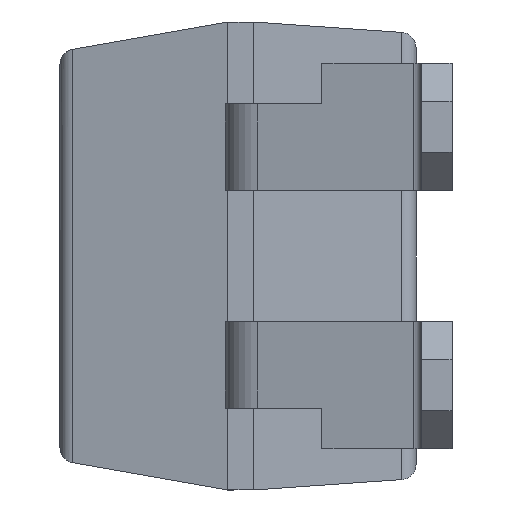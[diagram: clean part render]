
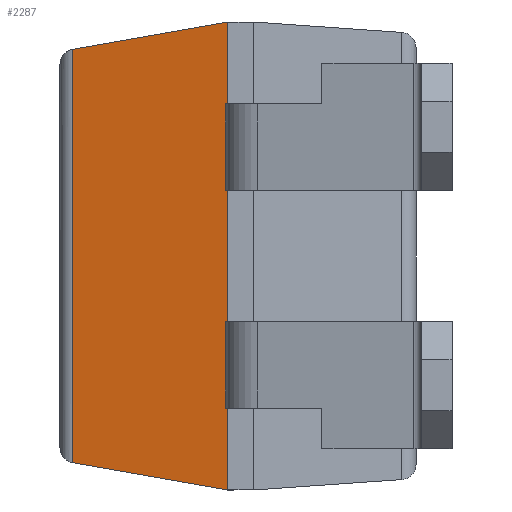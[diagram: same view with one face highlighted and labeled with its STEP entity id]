
A CAD part, left-side view. The second image highlights one B-rep face of the part: STEP entity #2287.
In plain terms, the highlighted planar face has unit normal (-0.985, 0.174, 0).
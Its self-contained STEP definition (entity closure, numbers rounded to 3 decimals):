
#65 = CARTESIAN_POINT ( 'NONE',  ( -3.246, 0.15, -2.3 ) ) ;
#139 = LINE ( 'NONE', #1978, #1988 ) ;
#167 = AXIS2_PLACEMENT_3D ( 'NONE', #1578, #1276, #3014 ) ;
#274 = VECTOR ( 'NONE', #1111, 1000. ) ;
#290 = CARTESIAN_POINT ( 'NONE',  ( -3.246, 0.15, -1.495 ) ) ;
#299 = CARTESIAN_POINT ( 'NONE',  ( -3.25, 0.125, 0.645 ) ) ;
#317 = EDGE_CURVE ( 'NONE', #2993, #3335, #3360, .T. ) ;
#342 = ORIENTED_EDGE ( 'NONE', *, *, #408, .T. ) ;
#408 = EDGE_CURVE ( 'NONE', #2795, #1222, #2873, .T. ) ;
#430 = EDGE_CURVE ( 'NONE', #2105, #2993, #1664, .T. ) ;
#448 = LINE ( 'NONE', #2811, #976 ) ;
#485 = CARTESIAN_POINT ( 'NONE',  ( -3.246, 0.15, 1.495 ) ) ;
#497 = CARTESIAN_POINT ( 'NONE',  ( -2.981, 1.651, -2.031 ) ) ;
#501 = VERTEX_POINT ( 'NONE', #290 ) ;
#670 = ORIENTED_EDGE ( 'NONE', *, *, #1133, .T. ) ;
#743 = CARTESIAN_POINT ( 'NONE',  ( -2.981, 1.651, -2.031 ) ) ;
#800 = DIRECTION ( 'NONE',  ( 0.174, 0.985, 0. ) ) ;
#898 = VECTOR ( 'NONE', #1720, 1000. ) ;
#931 = EDGE_CURVE ( 'NONE', #1222, #2787, #2569, .T. ) ;
#947 = ORIENTED_EDGE ( 'NONE', *, *, #2447, .T. ) ;
#959 = CARTESIAN_POINT ( 'NONE',  ( -3.25, 0.125, 2.3 ) ) ;
#976 = VECTOR ( 'NONE', #800, 1000. ) ;
#983 = VERTEX_POINT ( 'NONE', #1724 ) ;
#1046 = ORIENTED_EDGE ( 'NONE', *, *, #931, .T. ) ;
#1068 = VECTOR ( 'NONE', #1189, 1000. ) ;
#1069 = CARTESIAN_POINT ( 'NONE',  ( -3.25, 0.125, -2.3 ) ) ;
#1111 = DIRECTION ( 'NONE',  ( -0.171, -0.97, -0.171 ) ) ;
#1133 = EDGE_CURVE ( 'NONE', #1741, #2105, #2560, .T. ) ;
#1189 = DIRECTION ( 'NONE',  ( -0.174, -0.985, 0. ) ) ;
#1222 = VERTEX_POINT ( 'NONE', #1242 ) ;
#1224 = VERTEX_POINT ( 'NONE', #959 ) ;
#1242 = CARTESIAN_POINT ( 'NONE',  ( -3.25, 0.125, -2.3 ) ) ;
#1276 = DIRECTION ( 'NONE',  ( -0.985, 0.174, 0. ) ) ;
#1285 = CARTESIAN_POINT ( 'NONE',  ( -3.25, 0.125, 1.495 ) ) ;
#1308 = DIRECTION ( 'NONE',  ( 0.174, 0.985, 0. ) ) ;
#1407 = LINE ( 'NONE', #65, #3655 ) ;
#1414 = VECTOR ( 'NONE', #2003, 1000. ) ;
#1463 = ORIENTED_EDGE ( 'NONE', *, *, #2910, .T. ) ;
#1470 = VERTEX_POINT ( 'NONE', #485 ) ;
#1485 = DIRECTION ( 'NONE',  ( 0., 0., 1. ) ) ;
#1575 = CARTESIAN_POINT ( 'NONE',  ( -3.25, 0.125, -2.3 ) ) ;
#1578 = CARTESIAN_POINT ( 'NONE',  ( -3.25, 0.125, -2.3 ) ) ;
#1654 = CARTESIAN_POINT ( 'NONE',  ( -3.246, 0.15, 0.645 ) ) ;
#1657 = CARTESIAN_POINT ( 'NONE',  ( -3.25, 0.125, -0.645 ) ) ;
#1658 = CARTESIAN_POINT ( 'NONE',  ( -3.25, 0.125, -1.495 ) ) ;
#1664 = LINE ( 'NONE', #1069, #898 ) ;
#1720 = DIRECTION ( 'NONE',  ( 0., 0., 1. ) ) ;
#1724 = CARTESIAN_POINT ( 'NONE',  ( -2.981, 1.651, 2.031 ) ) ;
#1741 = VERTEX_POINT ( 'NONE', #2118 ) ;
#1857 = LINE ( 'NONE', #2808, #2000 ) ;
#1978 = CARTESIAN_POINT ( 'NONE',  ( -3.25, 0.125, 1.495 ) ) ;
#1988 = VECTOR ( 'NONE', #3171, 1000. ) ;
#2000 = VECTOR ( 'NONE', #2797, 1000. ) ;
#2003 = DIRECTION ( 'NONE',  ( 0., 0., 1. ) ) ;
#2079 = CARTESIAN_POINT ( 'NONE',  ( -3.25, 0.125, -2.3 ) ) ;
#2105 = VERTEX_POINT ( 'NONE', #1657 ) ;
#2118 = CARTESIAN_POINT ( 'NONE',  ( -3.246, 0.15, -0.645 ) ) ;
#2137 = EDGE_CURVE ( 'NONE', #3335, #1470, #2963, .T. ) ;
#2287 = ADVANCED_FACE ( 'NONE', ( #3747 ), #3614, .T. ) ;
#2308 = CARTESIAN_POINT ( 'NONE',  ( -3.246, 0.15, -2.3 ) ) ;
#2368 = VECTOR ( 'NONE', #2998, 1000. ) ;
#2376 = VECTOR ( 'NONE', #1308, 1000. ) ;
#2447 = EDGE_CURVE ( 'NONE', #1224, #983, #1857, .T. ) ;
#2549 = LINE ( 'NONE', #1575, #2688 ) ;
#2560 = LINE ( 'NONE', #2642, #1068 ) ;
#2569 = LINE ( 'NONE', #2079, #1414 ) ;
#2593 = EDGE_CURVE ( 'NONE', #501, #1741, #1407, .T. ) ;
#2642 = CARTESIAN_POINT ( 'NONE',  ( -3.25, 0.125, -0.645 ) ) ;
#2688 = VECTOR ( 'NONE', #3346, 1000. ) ;
#2704 = ORIENTED_EDGE ( 'NONE', *, *, #2593, .T. ) ;
#2787 = VERTEX_POINT ( 'NONE', #1658 ) ;
#2795 = VERTEX_POINT ( 'NONE', #743 ) ;
#2797 = DIRECTION ( 'NONE',  ( 0.171, 0.97, -0.171 ) ) ;
#2808 = CARTESIAN_POINT ( 'NONE',  ( -3.25, 0.125, 2.3 ) ) ;
#2809 = EDGE_CURVE ( 'NONE', #2787, #501, #448, .T. ) ;
#2811 = CARTESIAN_POINT ( 'NONE',  ( -3.25, 0.125, -1.495 ) ) ;
#2839 = ORIENTED_EDGE ( 'NONE', *, *, #430, .T. ) ;
#2873 = LINE ( 'NONE', #497, #274 ) ;
#2910 = EDGE_CURVE ( 'NONE', #1470, #3172, #139, .T. ) ;
#2963 = LINE ( 'NONE', #2308, #3641 ) ;
#2993 = VERTEX_POINT ( 'NONE', #299 ) ;
#2998 = DIRECTION ( 'NONE',  ( 0., 0., 1. ) ) ;
#3014 = DIRECTION ( 'NONE',  ( -0.174, -0.985, 0. ) ) ;
#3074 = CARTESIAN_POINT ( 'NONE',  ( -3.25, 0.125, 0.645 ) ) ;
#3128 = ORIENTED_EDGE ( 'NONE', *, *, #3617, .F. ) ;
#3171 = DIRECTION ( 'NONE',  ( -0.174, -0.985, 0. ) ) ;
#3172 = VERTEX_POINT ( 'NONE', #1285 ) ;
#3216 = ORIENTED_EDGE ( 'NONE', *, *, #2137, .T. ) ;
#3221 = EDGE_CURVE ( 'NONE', #3172, #1224, #2549, .T. ) ;
#3227 = LINE ( 'NONE', #3543, #2368 ) ;
#3330 = ORIENTED_EDGE ( 'NONE', *, *, #317, .T. ) ;
#3335 = VERTEX_POINT ( 'NONE', #1654 ) ;
#3346 = DIRECTION ( 'NONE',  ( 0., 0., 1. ) ) ;
#3360 = LINE ( 'NONE', #3074, #2376 ) ;
#3543 = CARTESIAN_POINT ( 'NONE',  ( -2.981, 1.651, 0. ) ) ;
#3577 = ORIENTED_EDGE ( 'NONE', *, *, #3221, .T. ) ;
#3614 = PLANE ( 'NONE',  #167 ) ;
#3617 = EDGE_CURVE ( 'NONE', #2795, #983, #3227, .T. ) ;
#3641 = VECTOR ( 'NONE', #3774, 1000. ) ;
#3655 = VECTOR ( 'NONE', #1485, 1000. ) ;
#3719 = ORIENTED_EDGE ( 'NONE', *, *, #2809, .T. ) ;
#3732 = EDGE_LOOP ( 'NONE', ( #342, #1046, #3719, #2704, #670, #2839, #3330, #3216, #1463, #3577, #947, #3128 ) ) ;
#3747 = FACE_OUTER_BOUND ( 'NONE', #3732, .T. ) ;
#3774 = DIRECTION ( 'NONE',  ( 0., 0., 1. ) ) ;
